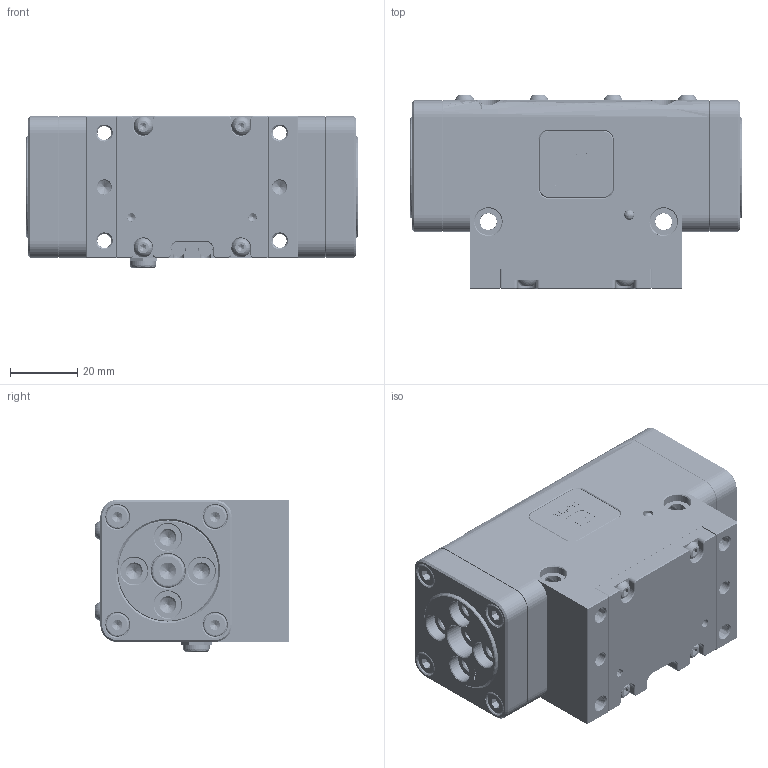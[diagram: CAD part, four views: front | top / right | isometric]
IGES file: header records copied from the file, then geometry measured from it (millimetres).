
Start section: SolidWorks IGES file using analytic representation for surfaces
Global section: file name: DPG-PLUS-80-1.IGS,15HSolidWorks; native system: 2020; preprocessor: SolidWorks 2020; author: Administrator; date: 231114.160553; units: millimetre
Bounding box: 98.47 x 57.65 x 45.09 mm (x, y, z)
Surface area: 80859.1 mm2 (no closed solid volume)
Topology: 0 solids, 0 shells, 3504 faces, 37834 edges, 37721 vertices
Faces by surface type: bspline 2606, revolution 898
